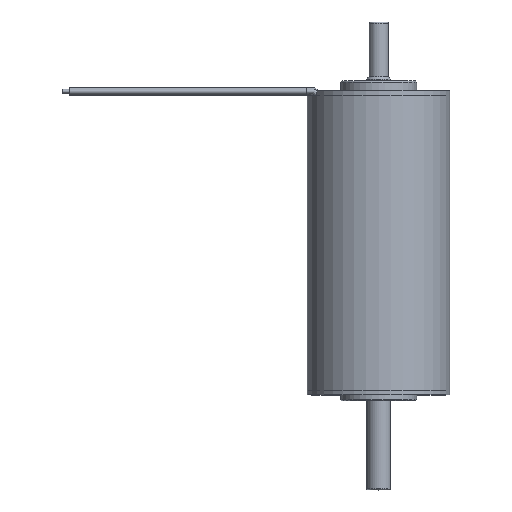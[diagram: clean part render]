
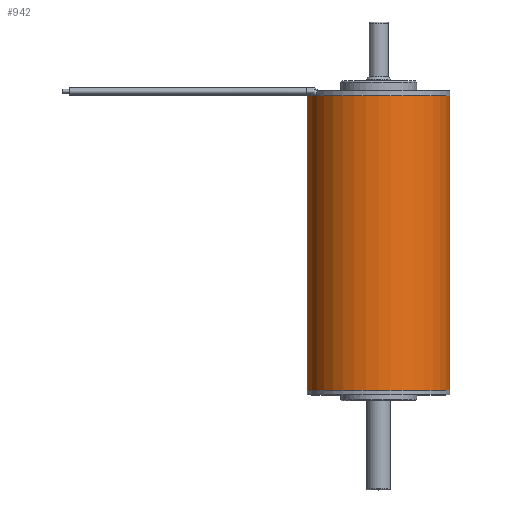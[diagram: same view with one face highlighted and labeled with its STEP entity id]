
A CAD part, top view. The second image highlights one B-rep face of the part: STEP entity #942.
In plain terms, the highlighted cylindrical face has radius 15 mm (diameter 30 mm), a full revolution.
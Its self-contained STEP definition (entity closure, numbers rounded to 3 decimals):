
#450 = VERTEX_POINT ( 'NONE', #2585 ) ;
#506 = AXIS2_PLACEMENT_3D ( 'NONE', #6505, #12115, #8945 ) ;
#734 = AXIS2_PLACEMENT_3D ( 'NONE', #2175, #6220, #3151 ) ;
#942 = ADVANCED_FACE ( 'NONE', ( #5249, #4168 ), #8467, .T. ) ;
#978 = CARTESIAN_POINT ( 'NONE',  ( 0., 0., 0. ) ) ;
#1486 = EDGE_CURVE ( 'NONE', #450, #450, #8862, .T. ) ;
#1874 = ORIENTED_EDGE ( 'NONE', *, *, #1486, .F. ) ;
#2175 = CARTESIAN_POINT ( 'NONE',  ( 0., 0., 0. ) ) ;
#2585 = CARTESIAN_POINT ( 'NONE',  ( 0., 0., 15. ) ) ;
#2613 = EDGE_CURVE ( 'NONE', #3339, #3339, #5526, .T. ) ;
#3102 = DIRECTION ( 'NONE',  ( 0., 0., 1. ) ) ;
#3151 = DIRECTION ( 'NONE',  ( 0., 0., 1. ) ) ;
#3339 = VERTEX_POINT ( 'NONE', #8711 ) ;
#4168 = FACE_OUTER_BOUND ( 'NONE', #13985, .T. ) ;
#5249 = FACE_OUTER_BOUND ( 'NONE', #8120, .T. ) ;
#5526 = CIRCLE ( 'NONE', #506, 15. ) ;
#6220 = DIRECTION ( 'NONE',  ( 0., 1., 0. ) ) ;
#6505 = CARTESIAN_POINT ( 'NONE',  ( 0., -62., 0. ) ) ;
#6585 = ORIENTED_EDGE ( 'NONE', *, *, #2613, .T. ) ;
#8120 = EDGE_LOOP ( 'NONE', ( #1874 ) ) ;
#8467 = CYLINDRICAL_SURFACE ( 'NONE', #9794, 15. ) ;
#8711 = CARTESIAN_POINT ( 'NONE',  ( 0., -62., 15. ) ) ;
#8862 = CIRCLE ( 'NONE', #734, 15. ) ;
#8945 = DIRECTION ( 'NONE',  ( 0., 0., 1. ) ) ;
#9794 = AXIS2_PLACEMENT_3D ( 'NONE', #978, #12838, #3102 ) ;
#12115 = DIRECTION ( 'NONE',  ( 0., 1., 0. ) ) ;
#12838 = DIRECTION ( 'NONE',  ( 0., 1., 0. ) ) ;
#13985 = EDGE_LOOP ( 'NONE', ( #6585 ) ) ;
